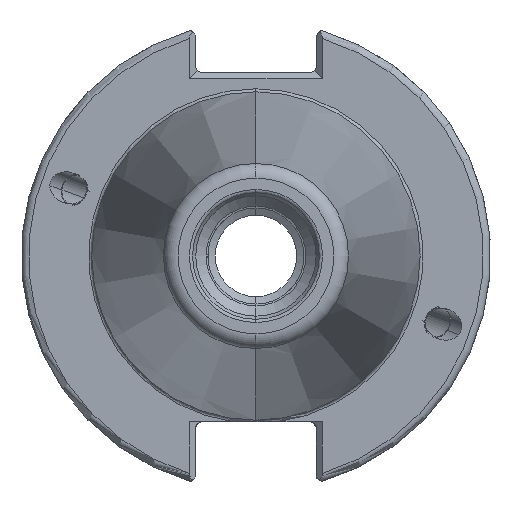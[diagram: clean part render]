
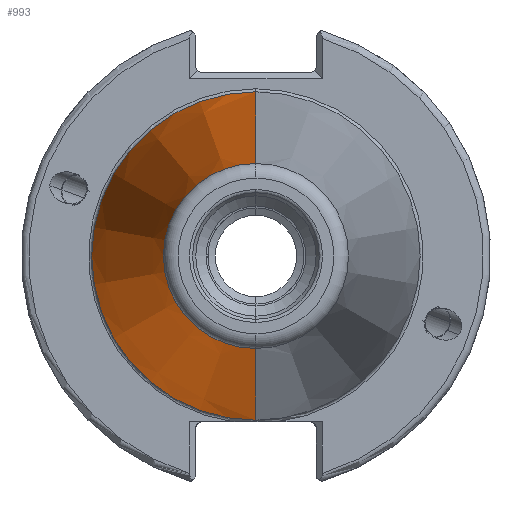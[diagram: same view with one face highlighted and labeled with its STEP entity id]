
A CAD part, left-side view. The second image highlights one B-rep face of the part: STEP entity #993.
In plain terms, the highlighted conical face has half-angle 8.297 degrees and reference radius 22.225 mm.
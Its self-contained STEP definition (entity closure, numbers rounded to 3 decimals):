
#235 = VECTOR ( 'NONE', #2166, 1000. ) ;
#251 = VECTOR ( 'NONE', #2254, 1000. ) ;
#258 = LINE ( 'NONE', #2225, #235 ) ;
#280 = LINE ( 'NONE', #2294, #251 ) ;
#298 = CIRCLE ( 'NONE', #1824, 22.225 ) ;
#460 = CARTESIAN_POINT ( 'NONE',  ( -226.539, 0., -12.522 ) ) ;
#806 = CIRCLE ( 'NONE', #2941, 12.522 ) ;
#838 = CARTESIAN_POINT ( 'NONE',  ( -226.539, 0., 12.522 ) ) ;
#993 = ADVANCED_FACE ( 'NONE', ( #1587 ), #1548, .T. ) ;
#1116 = CARTESIAN_POINT ( 'NONE',  ( -160., 0., 22.225 ) ) ;
#1548 = CONICAL_SURFACE ( 'NONE', #4551, 22.225, 0.145 ) ;
#1587 = FACE_OUTER_BOUND ( 'NONE', #4173, .T. ) ;
#1824 = AXIS2_PLACEMENT_3D ( 'NONE', #2062, #2059, #2051 ) ;
#2024 = DIRECTION ( 'NONE',  ( 1., 0., 0. ) ) ;
#2025 = DIRECTION ( 'NONE',  ( 0., 0., -1. ) ) ;
#2051 = DIRECTION ( 'NONE',  ( 0., 0., 1. ) ) ;
#2059 = DIRECTION ( 'NONE',  ( -1., 0., 0. ) ) ;
#2062 = CARTESIAN_POINT ( 'NONE',  ( -160., 0., 0. ) ) ;
#2094 = CARTESIAN_POINT ( 'NONE',  ( -160., 0., 0. ) ) ;
#2166 = DIRECTION ( 'NONE',  ( 0.99, 0., -0.144 ) ) ;
#2178 = EDGE_CURVE ( 'NONE', #3346, #3455, #806, .T. ) ;
#2225 = CARTESIAN_POINT ( 'NONE',  ( -160., 0., -22.225 ) ) ;
#2254 = DIRECTION ( 'NONE',  ( 0.99, 0., 0.144 ) ) ;
#2294 = CARTESIAN_POINT ( 'NONE',  ( -160., 0., 22.225 ) ) ;
#2694 = VERTEX_POINT ( 'NONE', #3288 ) ;
#2930 = EDGE_CURVE ( 'NONE', #3346, #5195, #280, .T. ) ;
#2941 = AXIS2_PLACEMENT_3D ( 'NONE', #5011, #5005, #4996 ) ;
#2960 = EDGE_CURVE ( 'NONE', #3455, #2694, #258, .T. ) ;
#2991 = EDGE_CURVE ( 'NONE', #5195, #2694, #298, .T. ) ;
#3288 = CARTESIAN_POINT ( 'NONE',  ( -160., 0., -22.225 ) ) ;
#3346 = VERTEX_POINT ( 'NONE', #838 ) ;
#3455 = VERTEX_POINT ( 'NONE', #460 ) ;
#4173 = EDGE_LOOP ( 'NONE', ( #4533, #4539, #4543, #4544 ) ) ;
#4533 = ORIENTED_EDGE ( 'NONE', *, *, #2178, .F. ) ;
#4539 = ORIENTED_EDGE ( 'NONE', *, *, #2930, .T. ) ;
#4543 = ORIENTED_EDGE ( 'NONE', *, *, #2991, .T. ) ;
#4544 = ORIENTED_EDGE ( 'NONE', *, *, #2960, .F. ) ;
#4551 = AXIS2_PLACEMENT_3D ( 'NONE', #2094, #2024, #2025 ) ;
#4996 = DIRECTION ( 'NONE',  ( 0., 0., 1. ) ) ;
#5005 = DIRECTION ( 'NONE',  ( -1., 0., 0. ) ) ;
#5011 = CARTESIAN_POINT ( 'NONE',  ( -226.539, 0., 0. ) ) ;
#5195 = VERTEX_POINT ( 'NONE', #1116 ) ;
